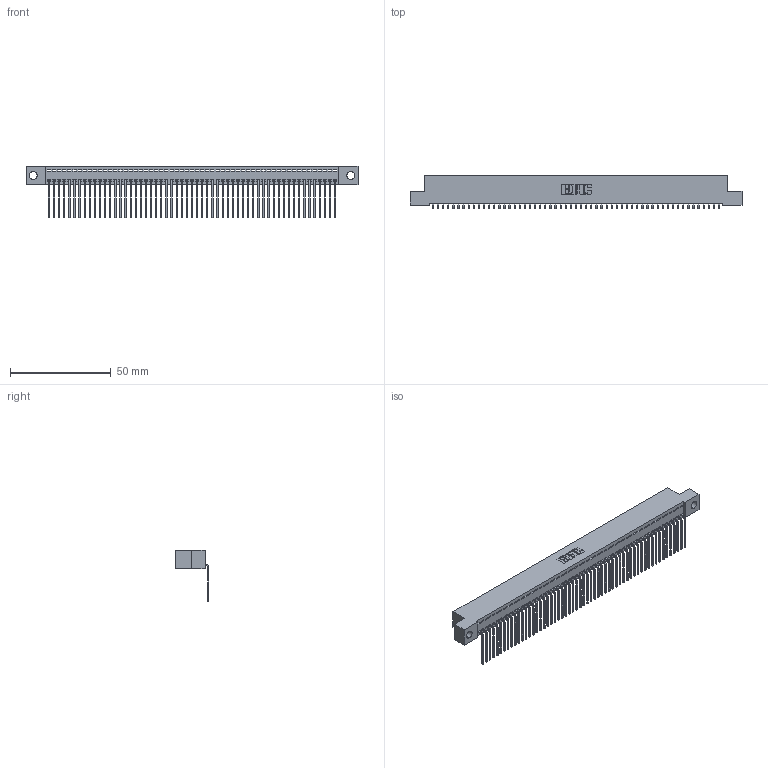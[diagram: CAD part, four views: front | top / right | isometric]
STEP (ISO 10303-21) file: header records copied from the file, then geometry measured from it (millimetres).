
FILE_DESCRIPTION (( 'STEP AP203' ), '1' );
FILE_NAME ('392-057-559-104.STEP', '2019-10-08T16:06:29', ( '' ), ( '' ), 'SwSTEP 2.0', 'SolidWorks 2016', '' );
FILE_SCHEMA (( 'CONFIG_CONTROL_DESIGN' ));
Length unit declared in the file: inch
Products named in the file (3): 342 Part_.156 TH; 345-292-001_558 559 Tail - 1; 392-057-559-104
Assembly tree (58 placements, depth 2):
  392-057-559-104
    342 Part_.156 TH
    345-292-001_558 559 Tail - 1  x57
Bounding box: 165.1 x 16.83 x 25.78 mm (x, y, z)
Volume: 14634.1 mm3; surface area: 22666.9 mm2
Topology: 58 solids, 58 shells, 3530 faces, 10673 edges, 7038 vertices
Faces by surface type: plane 2574, cylinder 956
Entity records: 32861 total; most frequent: CARTESIAN_POINT 5673, ORIENTED_EDGE 5666, DIRECTION 4755, EDGE_CURVE 2833, VECTOR 2705, LINE 2705, VERTEX_POINT 1886, AXIS2_PLACEMENT_3D 1025
